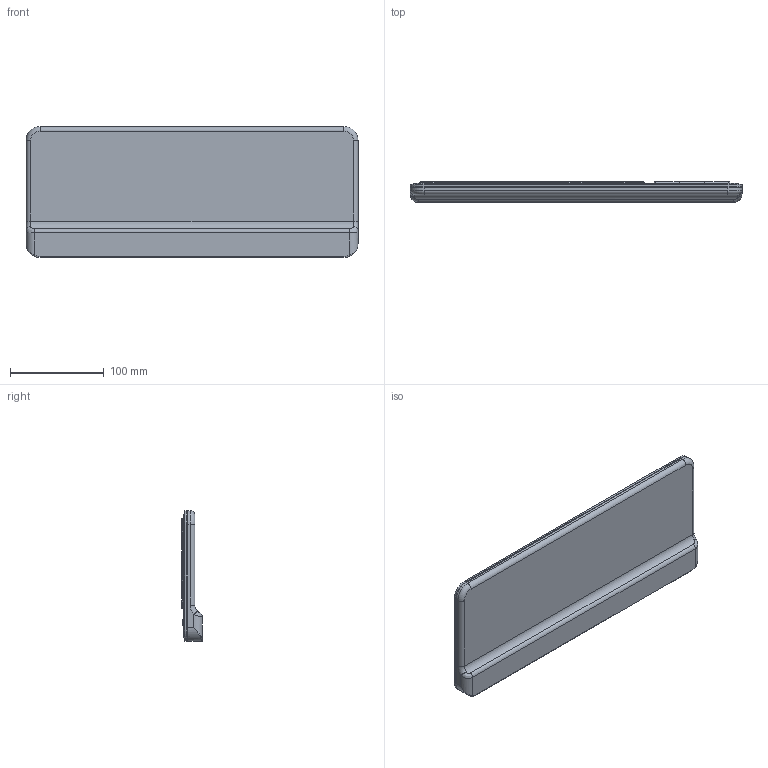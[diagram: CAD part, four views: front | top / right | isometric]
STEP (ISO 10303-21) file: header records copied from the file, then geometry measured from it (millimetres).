
FILE_DESCRIPTION(/* description */ (''),/* implementation_level */ '2;1');
FILE_NAME(/* name */ 'Logitech_K400_PLUS.stp',/* time_stamp */ '2018-04-11T10:45:35+02:00',/* author */ (''),/* organization */ (''),/* preprocessor_version */ 'ST-DEVELOPER v16',/* originating_system */ 'SIEMENS PLM Software NX 10.0',/* authorisation */ '');
FILE_SCHEMA (('AP203_CONFIGURATION_CONTROLLED_3D_DESIGN_OF_MECHANICAL_PARTS_AND_ASSEMBLIES_MIM_LF { 1 0 10303 403 2 1 2}'));
Length unit declared in the file: millimetre
Products named in the file (1): STD-0050603_A
Bounding box: 355 x 22 x 140 mm (x, y, z)
Volume: 711331.5 mm3; surface area: 187206.5 mm2
Topology: 1 solids, 1 shells, 854 faces, 1934 edges, 1168 vertices
Faces by surface type: plane 774, cylinder 56, bspline 8, torus 8, cone 8
Entity records: 29421 total; most frequent: CARTESIAN_POINT 4383, ORIENTED_EDGE 3856, DIRECTION 3727, EDGE_CURVE 1928, LINE 1791, VECTOR 1791, VERTEX_POINT 1167, AXIS2_PLACEMENT_3D 968
